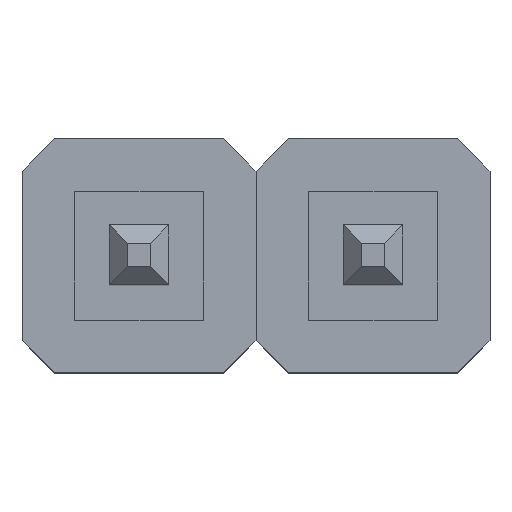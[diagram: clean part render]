
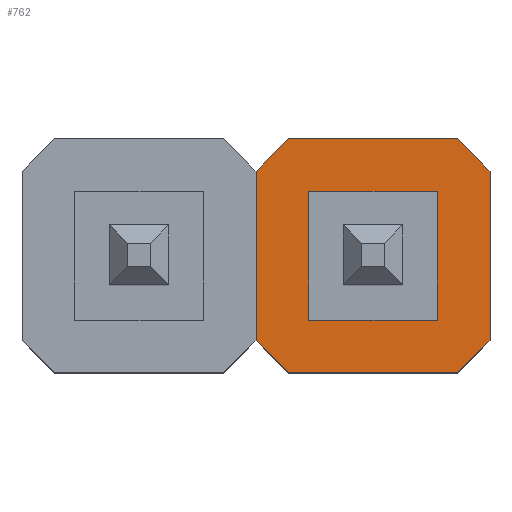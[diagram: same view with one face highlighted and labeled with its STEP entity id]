
A CAD part, top view. The second image highlights one B-rep face of the part: STEP entity #762.
In plain terms, the highlighted planar face has unit normal (0, 0, 1).
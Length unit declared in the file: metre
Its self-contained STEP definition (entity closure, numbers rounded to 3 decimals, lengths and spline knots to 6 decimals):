
#152=ORIENTED_EDGE('',*,*,#300,.T.);
#153=ORIENTED_EDGE('',*,*,#301,.T.);
#154=ORIENTED_EDGE('',*,*,#302,.T.);
#155=ORIENTED_EDGE('',*,*,#303,.T.);
#156=ORIENTED_EDGE('',*,*,#304,.F.);
#157=ORIENTED_EDGE('',*,*,#305,.T.);
#158=ORIENTED_EDGE('',*,*,#306,.F.);
#159=ORIENTED_EDGE('',*,*,#307,.T.);
#160=ORIENTED_EDGE('',*,*,#308,.F.);
#161=ORIENTED_EDGE('',*,*,#309,.F.);
#162=ORIENTED_EDGE('',*,*,#310,.T.);
#163=ORIENTED_EDGE('',*,*,#311,.T.);
#300=EDGE_CURVE('',#380,#381,#464,.T.);
#301=EDGE_CURVE('',#381,#382,#465,.F.);
#302=EDGE_CURVE('',#382,#383,#466,.T.);
#303=EDGE_CURVE('',#383,#384,#467,.T.);
#304=EDGE_CURVE('',#385,#384,#468,.T.);
#305=EDGE_CURVE('',#385,#386,#469,.F.);
#306=EDGE_CURVE('',#387,#386,#470,.T.);
#307=EDGE_CURVE('',#387,#380,#471,.T.);
#308=EDGE_CURVE('',#388,#389,#472,.T.);
#309=EDGE_CURVE('',#390,#388,#473,.T.);
#310=EDGE_CURVE('',#390,#391,#474,.T.);
#311=EDGE_CURVE('',#391,#389,#475,.T.);
#380=VERTEX_POINT('',#1209);
#381=VERTEX_POINT('',#1210);
#382=VERTEX_POINT('',#1212);
#383=VERTEX_POINT('',#1214);
#384=VERTEX_POINT('',#1216);
#385=VERTEX_POINT('',#1218);
#386=VERTEX_POINT('',#1220);
#387=VERTEX_POINT('',#1222);
#388=VERTEX_POINT('',#1225);
#389=VERTEX_POINT('',#1226);
#390=VERTEX_POINT('',#1228);
#391=VERTEX_POINT('',#1230);
#464=LINE('',#1208,#564);
#465=LINE('',#1211,#565);
#466=LINE('',#1213,#566);
#467=LINE('',#1215,#567);
#468=LINE('',#1217,#568);
#469=LINE('',#1219,#569);
#470=LINE('',#1221,#570);
#471=LINE('',#1223,#571);
#472=LINE('',#1224,#572);
#473=LINE('',#1227,#573);
#474=LINE('',#1229,#574);
#475=LINE('',#1231,#575);
#564=VECTOR('',#1004,1.);
#565=VECTOR('',#1005,1.);
#566=VECTOR('',#1006,1.);
#567=VECTOR('',#1007,1.);
#568=VECTOR('',#1008,1.);
#569=VECTOR('',#1009,1.);
#570=VECTOR('',#1010,1.);
#571=VECTOR('',#1011,1.);
#572=VECTOR('',#1012,1.);
#573=VECTOR('',#1013,1.);
#574=VECTOR('',#1014,1.);
#575=VECTOR('',#1015,1.);
#635=EDGE_LOOP('',(#152,#153,#154,#155,#156,#157,#158,#159));
#636=EDGE_LOOP('',(#160,#161,#162,#163));
#679=FACE_BOUND('',#635,.T.);
#680=FACE_BOUND('',#636,.T.);
#721=PLANE('',#871);
#762=ADVANCED_FACE('',(#679,#680),#721,.T.);
#871=AXIS2_PLACEMENT_3D('',#1207,#1002,#1003);
#1002=DIRECTION('',(0.,0.,1.));
#1003=DIRECTION('',(1.,0.,0.));
#1004=DIRECTION('',(-1.,0.,0.));
#1005=DIRECTION('',(0.707,0.707,0.));
#1006=DIRECTION('',(0.,-1.,0.));
#1007=DIRECTION('',(0.707,-0.707,0.));
#1008=DIRECTION('',(-1.,0.,0.));
#1009=DIRECTION('',(-0.707,-0.707,0.));
#1010=DIRECTION('',(0.,-1.,0.));
#1011=DIRECTION('',(-0.707,0.707,0.));
#1012=DIRECTION('',(-1.,0.,0.));
#1013=DIRECTION('',(0.,1.,0.));
#1014=DIRECTION('',(-1.,0.,0.));
#1015=DIRECTION('',(0.,1.,0.));
#1207=CARTESIAN_POINT('',(0.,0.,0.00245));
#1208=CARTESIAN_POINT('',(0.,0.00127,0.00245));
#1209=CARTESIAN_POINT('',(0.00092,0.00127,0.00245));
#1210=CARTESIAN_POINT('',(-0.00092,0.00127,0.00245));
#1211=CARTESIAN_POINT('',(-0.001095,0.001095,0.00245));
#1212=CARTESIAN_POINT('',(-0.00127,0.00092,0.00245));
#1213=CARTESIAN_POINT('',(-0.00127,0.,0.00245));
#1214=CARTESIAN_POINT('',(-0.00127,-0.00092,0.00245));
#1215=CARTESIAN_POINT('',(-0.001095,-0.001095,0.00245));
#1216=CARTESIAN_POINT('',(-0.00092,-0.00127,0.00245));
#1217=CARTESIAN_POINT('',(0.,-0.00127,0.00245));
#1218=CARTESIAN_POINT('',(0.00092,-0.00127,0.00245));
#1219=CARTESIAN_POINT('',(0.001095,-0.001095,0.00245));
#1220=CARTESIAN_POINT('',(0.00127,-0.00092,0.00245));
#1221=CARTESIAN_POINT('',(0.00127,0.,0.00245));
#1222=CARTESIAN_POINT('',(0.00127,0.00092,0.00245));
#1223=CARTESIAN_POINT('',(0.001095,0.001095,0.00245));
#1224=CARTESIAN_POINT('',(0.,0.0007,0.00245));
#1225=CARTESIAN_POINT('',(0.0007,0.0007,0.00245));
#1226=CARTESIAN_POINT('',(-0.0007,0.0007,0.00245));
#1227=CARTESIAN_POINT('',(0.0007,0.,0.00245));
#1228=CARTESIAN_POINT('',(0.0007,-0.0007,0.00245));
#1229=CARTESIAN_POINT('',(0.,-0.0007,0.00245));
#1230=CARTESIAN_POINT('',(-0.0007,-0.0007,0.00245));
#1231=CARTESIAN_POINT('',(-0.0007,0.,0.00245));
